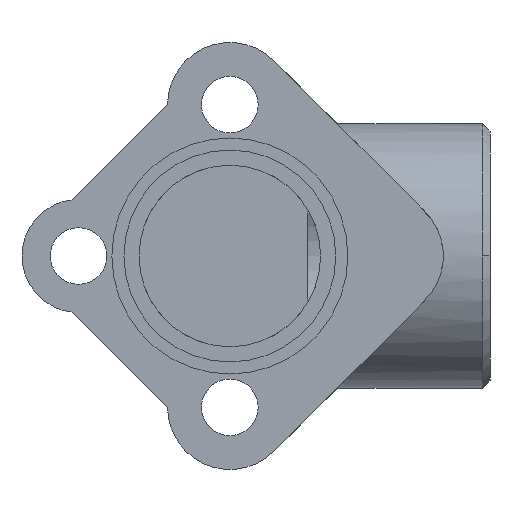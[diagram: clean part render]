
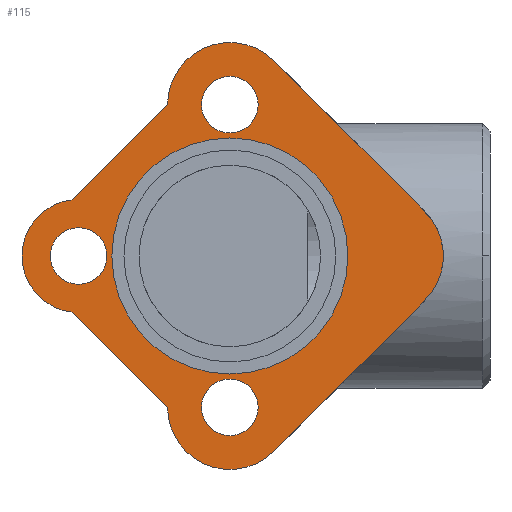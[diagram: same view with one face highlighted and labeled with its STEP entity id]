
A CAD part, front view. The second image highlights one B-rep face of the part: STEP entity #115.
In plain terms, the highlighted planar face has unit normal (0, -1, 0).
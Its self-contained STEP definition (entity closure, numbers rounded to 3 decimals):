
#115=ADVANCED_FACE('',(#203,#204,#205,#206,#207),#208,.F.);
#203=FACE_BOUND('',#295,.T.);
#204=FACE_BOUND('',#296,.T.);
#205=FACE_BOUND('',#297,.T.);
#206=FACE_BOUND('',#298,.T.);
#207=FACE_OUTER_BOUND('',#299,.T.);
#208=PLANE('',#300);
#295=EDGE_LOOP('',(#624,#625));
#296=EDGE_LOOP('',(#626,#627));
#297=EDGE_LOOP('',(#628,#629));
#298=EDGE_LOOP('',(#630,#631));
#299=EDGE_LOOP('',(#632,#633,#634,#635,#636,#637,#638,#639,#640,#641,#642));
#300=AXIS2_PLACEMENT_3D('',#643,#644,#645);
#624=ORIENTED_EDGE('',*,*,#709,.T.);
#625=ORIENTED_EDGE('',*,*,#708,.T.);
#626=ORIENTED_EDGE('',*,*,#722,.T.);
#627=ORIENTED_EDGE('',*,*,#691,.T.);
#628=ORIENTED_EDGE('',*,*,#724,.T.);
#629=ORIENTED_EDGE('',*,*,#687,.T.);
#630=ORIENTED_EDGE('',*,*,#726,.T.);
#631=ORIENTED_EDGE('',*,*,#683,.T.);
#632=ORIENTED_EDGE('',*,*,#744,.T.);
#633=ORIENTED_EDGE('',*,*,#657,.T.);
#634=ORIENTED_EDGE('',*,*,#749,.F.);
#635=ORIENTED_EDGE('',*,*,#756,.F.);
#636=ORIENTED_EDGE('',*,*,#649,.F.);
#637=ORIENTED_EDGE('',*,*,#738,.T.);
#638=ORIENTED_EDGE('',*,*,#741,.F.);
#639=ORIENTED_EDGE('',*,*,#743,.T.);
#640=ORIENTED_EDGE('',*,*,#651,.F.);
#641=ORIENTED_EDGE('',*,*,#755,.F.);
#642=ORIENTED_EDGE('',*,*,#753,.T.);
#643=CARTESIAN_POINT('',(13.375,0.,-13.375));
#644=DIRECTION('',(0.,1.0,0.));
#645=DIRECTION('',(0.707,0.0,0.707));
#649=EDGE_CURVE('',#762,#758,#764,.T.);
#651=EDGE_CURVE('',#765,#768,#769,.T.);
#657=EDGE_CURVE('',#774,#778,#780,.T.);
#683=EDGE_CURVE('',#824,#828,#830,.T.);
#687=EDGE_CURVE('',#832,#836,#838,.T.);
#691=EDGE_CURVE('',#840,#844,#846,.T.);
#708=EDGE_CURVE('',#873,#877,#879,.T.);
#709=EDGE_CURVE('',#877,#873,#880,.T.);
#722=EDGE_CURVE('',#844,#840,#896,.T.);
#724=EDGE_CURVE('',#836,#832,#898,.T.);
#726=EDGE_CURVE('',#828,#824,#900,.T.);
#738=EDGE_CURVE('',#762,#914,#916,.T.);
#741=EDGE_CURVE('',#918,#914,#920,.T.);
#743=EDGE_CURVE('',#918,#768,#922,.T.);
#744=EDGE_CURVE('',#923,#774,#924,.T.);
#749=EDGE_CURVE('',#930,#778,#932,.T.);
#753=EDGE_CURVE('',#937,#923,#938,.T.);
#755=EDGE_CURVE('',#937,#765,#940,.T.);
#756=EDGE_CURVE('',#758,#930,#941,.T.);
#758=VERTEX_POINT('',#943);
#762=VERTEX_POINT('',#948);
#764=CIRCLE('',#951,11.0);
#765=VERTEX_POINT('',#952);
#768=VERTEX_POINT('',#956);
#769=CIRCLE('',#957,11.0);
#774=VERTEX_POINT('',#963);
#778=VERTEX_POINT('',#968);
#780=CIRCLE('',#971,10.0);
#824=VERTEX_POINT('',#1033);
#828=VERTEX_POINT('',#1038);
#830=CIRCLE('',#1041,5.0);
#832=VERTEX_POINT('',#1043);
#836=VERTEX_POINT('',#1048);
#838=CIRCLE('',#1051,5.0);
#840=VERTEX_POINT('',#1053);
#844=VERTEX_POINT('',#1058);
#846=CIRCLE('',#1061,5.0);
#873=VERTEX_POINT('',#1107);
#877=VERTEX_POINT('',#1112);
#879=CIRCLE('',#1115,20.865);
#880=CIRCLE('',#1116,20.865);
#896=CIRCLE('',#1148,5.0);
#898=CIRCLE('',#1150,5.0);
#900=CIRCLE('',#1152,5.0);
#914=VERTEX_POINT('',#1197);
#916=LINE('',#1200,#1201);
#918=VERTEX_POINT('',#1204);
#920=CIRCLE('',#1207,11.0);
#922=LINE('',#1210,#1211);
#923=VERTEX_POINT('',#1212);
#924=CIRCLE('',#1213,10.0);
#930=VERTEX_POINT('',#1221);
#932=LINE('',#1224,#1225);
#937=VERTEX_POINT('',#1231);
#938=LINE('',#1232,#1233);
#940=CIRCLE('',#1236,11.0);
#941=CIRCLE('',#1237,11.0);
#943=CARTESIAN_POINT('',(-7.778,0.,-34.528));
#948=CARTESIAN_POINT('',(7.778,0.,-34.528));
#951=AXIS2_PLACEMENT_3D('',#1243,#1244,#1245);
#952=CARTESIAN_POINT('',(-7.778,0.,34.528));
#956=CARTESIAN_POINT('',(7.778,0.,34.528));
#957=AXIS2_PLACEMENT_3D('',#1247,#1248,#1249);
#963=CARTESIAN_POINT('',(-36.75,0.0,0.));
#968=CARTESIAN_POINT('',(-27.896,0.0,-9.934));
#971=AXIS2_PLACEMENT_3D('',#1259,#1260,#1261);
#1033=CARTESIAN_POINT('',(5.0,0.,-26.75));
#1038=CARTESIAN_POINT('',(-5.0,0.,-26.75));
#1041=AXIS2_PLACEMENT_3D('',#1312,#1313,#1314);
#1043=CARTESIAN_POINT('',(-26.75,0.,-5.0));
#1048=CARTESIAN_POINT('',(-26.75,0.,5.0));
#1051=AXIS2_PLACEMENT_3D('',#1320,#1321,#1322);
#1053=CARTESIAN_POINT('',(-5.0,0.,26.75));
#1058=CARTESIAN_POINT('',(5.0,0.,26.75));
#1061=AXIS2_PLACEMENT_3D('',#1328,#1329,#1330);
#1107=CARTESIAN_POINT('',(-20.865,0.,0.));
#1112=CARTESIAN_POINT('',(20.865,0.,0.));
#1115=AXIS2_PLACEMENT_3D('',#1360,#1361,#1362);
#1116=AXIS2_PLACEMENT_3D('',#1363,#1364,#1365);
#1148=AXIS2_PLACEMENT_3D('',#1393,#1394,#1395);
#1150=AXIS2_PLACEMENT_3D('',#1399,#1400,#1401);
#1152=AXIS2_PLACEMENT_3D('',#1405,#1406,#1407);
#1197=CARTESIAN_POINT('',(34.528,0.,-7.778));
#1200=CARTESIAN_POINT('',(7.778,0.,-34.528));
#1201=VECTOR('',#1431,1.0);
#1204=CARTESIAN_POINT('',(34.528,0.,7.778));
#1207=AXIS2_PLACEMENT_3D('',#1434,#1435,#1436);
#1210=CARTESIAN_POINT('',(34.528,0.,7.778));
#1211=VECTOR('',#1438,1.0);
#1212=CARTESIAN_POINT('',(-27.896,0.0,9.934));
#1213=AXIS2_PLACEMENT_3D('',#1439,#1440,#1441);
#1221=CARTESIAN_POINT('',(-11.,0.,-26.831));
#1224=CARTESIAN_POINT('',(-18.915,0.0,-18.915));
#1225=VECTOR('',#1448,1.0);
#1231=CARTESIAN_POINT('',(-11.,0.,26.831));
#1232=CARTESIAN_POINT('',(-18.915,0.0,18.915));
#1233=VECTOR('',#1456,1.0);
#1236=AXIS2_PLACEMENT_3D('',#1458,#1459,#1460);
#1237=AXIS2_PLACEMENT_3D('',#1461,#1462,#1463);
#1243=CARTESIAN_POINT('',(0.,0.,-26.75));
#1244=DIRECTION('',(0.,1.0,0.));
#1245=DIRECTION('',(0.707,0.0,0.707));
#1247=CARTESIAN_POINT('',(0.,0.,26.75));
#1248=DIRECTION('',(0.,1.0,0.));
#1249=DIRECTION('',(-0.707,0.,0.707));
#1259=CARTESIAN_POINT('',(-26.75,0.0,0.0));
#1260=DIRECTION('',(0.0,-1.0,0.0));
#1261=DIRECTION('',(1.0,0.0,0.0));
#1312=CARTESIAN_POINT('',(0.0,0.0,-26.75));
#1313=DIRECTION('',(0.,1.0,0.));
#1314=DIRECTION('',(1.0,0.,0.));
#1320=CARTESIAN_POINT('',(-26.75,0.0,0.));
#1321=DIRECTION('',(0.,1.0,0.));
#1322=DIRECTION('',(0.,0.,-1.0));
#1328=CARTESIAN_POINT('',(0.,0.0,26.75));
#1329=DIRECTION('',(0.,1.0,0.));
#1330=DIRECTION('',(-1.0,0.,0.));
#1360=CARTESIAN_POINT('',(0.0,0.,0.0));
#1361=DIRECTION('',(0.,1.0,0.));
#1362=DIRECTION('',(-1.0,0.,0.));
#1363=CARTESIAN_POINT('',(0.0,0.,0.0));
#1364=DIRECTION('',(0.,1.0,0.));
#1365=DIRECTION('',(-1.0,0.,0.));
#1393=CARTESIAN_POINT('',(0.,0.0,26.75));
#1394=DIRECTION('',(0.,1.0,0.));
#1395=DIRECTION('',(-1.0,0.,0.));
#1399=CARTESIAN_POINT('',(-26.75,0.0,0.));
#1400=DIRECTION('',(0.,1.0,0.));
#1401=DIRECTION('',(0.,0.,-1.0));
#1405=CARTESIAN_POINT('',(0.0,0.0,-26.75));
#1406=DIRECTION('',(0.,1.0,0.));
#1407=DIRECTION('',(1.0,0.,0.));
#1431=DIRECTION('',(0.707,0.,0.707));
#1434=CARTESIAN_POINT('',(26.75,0.,0.0));
#1435=DIRECTION('',(0.,1.0,0.));
#1436=DIRECTION('',(0.707,0.0,0.707));
#1438=DIRECTION('',(-0.707,0.,0.707));
#1439=CARTESIAN_POINT('',(-26.75,0.0,0.0));
#1440=DIRECTION('',(0.0,-1.0,0.0));
#1441=DIRECTION('',(1.0,0.0,0.0));
#1448=DIRECTION('',(-0.707,0.0,0.707));
#1456=DIRECTION('',(-0.707,0.0,-0.707));
#1458=CARTESIAN_POINT('',(0.,0.,26.75));
#1459=DIRECTION('',(0.,1.0,0.));
#1460=DIRECTION('',(-0.707,0.,0.707));
#1461=CARTESIAN_POINT('',(0.,0.,-26.75));
#1462=DIRECTION('',(0.,1.0,0.));
#1463=DIRECTION('',(0.707,0.0,0.707));
